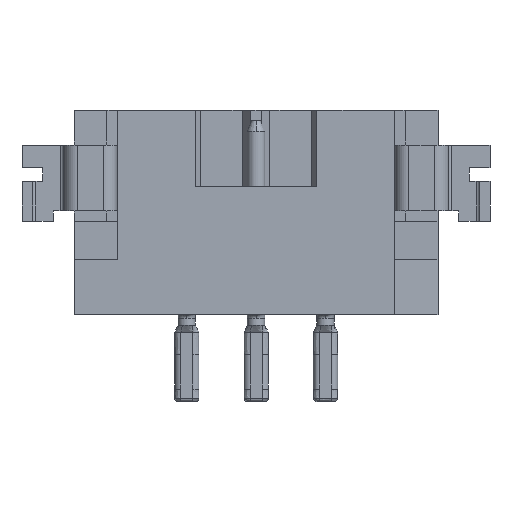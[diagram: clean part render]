
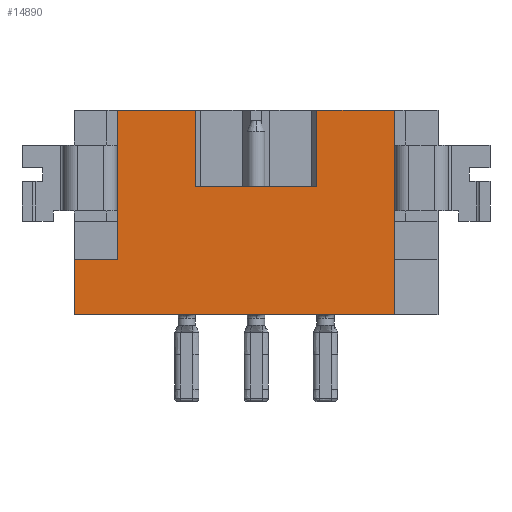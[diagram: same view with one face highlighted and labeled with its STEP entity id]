
A CAD part, front view. The second image highlights one B-rep face of the part: STEP entity #14890.
In plain terms, the highlighted planar face has unit normal (0, -1, 0).
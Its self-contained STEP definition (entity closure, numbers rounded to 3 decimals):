
#4300=CARTESIAN_POINT('',(4.,-2.8,1.6));
#4310=VERTEX_POINT('',#4300);
#4340=CARTESIAN_POINT('',(4.,-2.8,1.6));
#4350=DIRECTION('',(0.,0.,1.));
#4360=VECTOR('',#4350,1.);
#4370=LINE('',#4340,#4360);
#4380=CARTESIAN_POINT('',(4.,-2.8,5.9));
#4390=VERTEX_POINT('',#4380);
#4400=EDGE_CURVE('',#4310,#4390,#4370,.T.);
#4990=CARTESIAN_POINT('',(-4.,-2.8,1.6));
#5000=VERTEX_POINT('',#4990);
#5030=CARTESIAN_POINT('',(-5.25,-2.8,1.6));
#5040=DIRECTION('',(1.,0.,0.));
#5050=VECTOR('',#5040,1.);
#5060=LINE('',#5030,#5050);
#5070=CARTESIAN_POINT('',(-5.25,-2.8,1.6));
#5080=VERTEX_POINT('',#5070);
#5090=EDGE_CURVE('',#5080,#5000,#5060,.T.);
#12220=CARTESIAN_POINT('',(4.,-2.8,5.9));
#12230=DIRECTION('',(-1.,0.,0.));
#12240=VECTOR('',#12230,1.);
#12250=LINE('',#12220,#12240);
#12260=CARTESIAN_POINT('',(1.75,-2.8,5.9));
#12270=VERTEX_POINT('',#12260);
#12280=EDGE_CURVE('',#4390,#12270,#12250,.T.);
#12710=CARTESIAN_POINT('',(-1.75,-2.8,5.9));
#12720=VERTEX_POINT('',#12710);
#12750=CARTESIAN_POINT('',(-4.,-2.8,5.9));
#12760=DIRECTION('',(1.,0.,0.));
#12770=VECTOR('',#12760,1.);
#12780=LINE('',#12750,#12770);
#12790=CARTESIAN_POINT('',(-4.,-2.8,5.9));
#12800=VERTEX_POINT('',#12790);
#12810=EDGE_CURVE('',#12800,#12720,#12780,.T.);
#13610=CARTESIAN_POINT('',(-5.25,-2.8,0.));
#13620=DIRECTION('',(0.,0.,1.));
#13630=VECTOR('',#13620,1.);
#13640=LINE('',#13610,#13630);
#13650=CARTESIAN_POINT('',(-5.25,-2.8,0.));
#13660=VERTEX_POINT('',#13650);
#13670=EDGE_CURVE('',#13660,#5080,#13640,.T.);
#14350=CARTESIAN_POINT('',(3.7,-2.8,0.9));
#14360=DIRECTION('',(0.,1.,0.));
#14370=DIRECTION('',(0.,0.,-1.));
#14380=AXIS2_PLACEMENT_3D('',#14350,#14360,#14370);
#14390=PLANE('',#14380);
#14400=ORIENTED_EDGE('',*,*,#13670,.F.);
#14410=ORIENTED_EDGE('',*,*,#5090,.F.);
#14420=CARTESIAN_POINT('',(-4.,-2.8,1.6));
#14430=DIRECTION('',(0.,0.,1.));
#14440=VECTOR('',#14430,1.);
#14450=LINE('',#14420,#14440);
#14460=EDGE_CURVE('',#5000,#12800,#14450,.T.);
#14470=ORIENTED_EDGE('',*,*,#14460,.F.);
#14480=ORIENTED_EDGE('',*,*,#12810,.F.);
#14490=CARTESIAN_POINT('',(-1.75,-2.8,3.7));
#14500=DIRECTION('',(0.,0.,1.));
#14510=VECTOR('',#14500,1.);
#14520=LINE('',#14490,#14510);
#14530=CARTESIAN_POINT('',(-1.75,-2.8,3.7));
#14540=VERTEX_POINT('',#14530);
#14550=EDGE_CURVE('',#14540,#12720,#14520,.T.);
#14560=ORIENTED_EDGE('',*,*,#14550,.T.);
#14570=CARTESIAN_POINT('',(-1.75,-2.8,3.7));
#14580=DIRECTION('',(1.,0.,0.));
#14590=VECTOR('',#14580,1.);
#14600=LINE('',#14570,#14590);
#14610=CARTESIAN_POINT('',(1.75,-2.8,3.7));
#14620=VERTEX_POINT('',#14610);
#14630=EDGE_CURVE('',#14540,#14620,#14600,.T.);
#14640=ORIENTED_EDGE('',*,*,#14630,.F.);
#14650=CARTESIAN_POINT('',(1.75,-2.8,3.7));
#14660=DIRECTION('',(0.,0.,1.));
#14670=VECTOR('',#14660,1.);
#14680=LINE('',#14650,#14670);
#14690=EDGE_CURVE('',#14620,#12270,#14680,.T.);
#14700=ORIENTED_EDGE('',*,*,#14690,.F.);
#14710=ORIENTED_EDGE('',*,*,#12280,.T.);
#14720=ORIENTED_EDGE('',*,*,#4400,.T.);
#14730=CARTESIAN_POINT('',(4.,-2.8,0.));
#14740=DIRECTION('',(0.,0.,1.));
#14750=VECTOR('',#14740,1.);
#14760=LINE('',#14730,#14750);
#14770=CARTESIAN_POINT('',(4.,-2.8,0.));
#14780=VERTEX_POINT('',#14770);
#14790=EDGE_CURVE('',#14780,#4310,#14760,.T.);
#14800=ORIENTED_EDGE('',*,*,#14790,.T.);
#14810=CARTESIAN_POINT('',(4.,-2.8,0.));
#14820=DIRECTION('',(-1.,0.,0.));
#14830=VECTOR('',#14820,1.);
#14840=LINE('',#14810,#14830);
#14850=EDGE_CURVE('',#14780,#13660,#14840,.T.);
#14860=ORIENTED_EDGE('',*,*,#14850,.F.);
#14870=EDGE_LOOP('',(#14860,#14800,#14720,#14710,#14700,#14640,#14560,
#14480,#14470,#14410,#14400));
#14880=FACE_OUTER_BOUND('',#14870,.T.);
#14890=ADVANCED_FACE('',(#14880),#14390,.F.);
